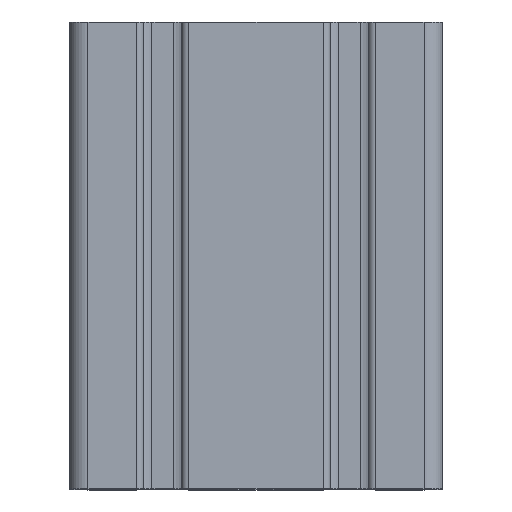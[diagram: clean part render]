
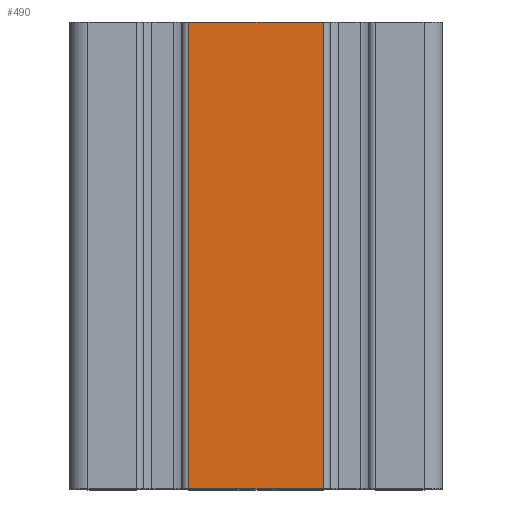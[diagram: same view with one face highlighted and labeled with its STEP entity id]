
A CAD part, top view. The second image highlights one B-rep face of the part: STEP entity #490.
In plain terms, the highlighted planar face has unit normal (0, 0, 1).
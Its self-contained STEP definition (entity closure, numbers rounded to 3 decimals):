
#490 = ADVANCED_FACE( '', ( #1225 ), #1226, .T. );
#1225 = FACE_OUTER_BOUND( '', #2206, .T. );
#1226 = PLANE( '', #2207 );
#2206 = EDGE_LOOP( '', ( #3851, #3852, #3853, #3854 ) );
#2207 = AXIS2_PLACEMENT_3D( '', #3855, #3856, #3857 );
#3851 = ORIENTED_EDGE( '', *, *, #6644, .F. );
#3852 = ORIENTED_EDGE( '', *, *, #6645, .F. );
#3853 = ORIENTED_EDGE( '', *, *, #6268, .T. );
#3854 = ORIENTED_EDGE( '', *, *, #6646, .T. );
#3855 = CARTESIAN_POINT( '', ( 14.4, 100., 80. ) );
#3856 = DIRECTION( '', ( 0., 0., 1. ) );
#3857 = DIRECTION( '', ( 0., -1., 0. ) );
#6268 = EDGE_CURVE( '', #7689, #7687, #7690, .T. );
#6644 = EDGE_CURVE( '', #8330, #8331, #8332, .T. );
#6645 = EDGE_CURVE( '', #7689, #8330, #8333, .T. );
#6646 = EDGE_CURVE( '', #7687, #8331, #8334, .T. );
#7687 = VERTEX_POINT( '', #9672 );
#7689 = VERTEX_POINT( '', #9674 );
#7690 = LINE( '', #9675, #9676 );
#8330 = VERTEX_POINT( '', #10488 );
#8331 = VERTEX_POINT( '', #10489 );
#8332 = LINE( '', #10490, #10491 );
#8333 = LINE( '', #10492, #10493 );
#8334 = LINE( '', #10494, #10495 );
#9672 = CARTESIAN_POINT( '', ( -14.4, 100., 80. ) );
#9674 = CARTESIAN_POINT( '', ( 14.4, 100., 80. ) );
#9675 = CARTESIAN_POINT( '', ( 14.4, 100., 80. ) );
#9676 = VECTOR( '', #11907, 1000. );
#10488 = CARTESIAN_POINT( '', ( 14.4, 0., 80. ) );
#10489 = CARTESIAN_POINT( '', ( -14.4, 0., 80. ) );
#10490 = CARTESIAN_POINT( '', ( 14.4, 0., 80. ) );
#10491 = VECTOR( '', #12551, 1000. );
#10492 = CARTESIAN_POINT( '', ( 14.4, 100., 80. ) );
#10493 = VECTOR( '', #12552, 1000. );
#10494 = CARTESIAN_POINT( '', ( -14.4, 100., 80. ) );
#10495 = VECTOR( '', #12553, 1000. );
#11907 = DIRECTION( '', ( -1., 0., 0. ) );
#12551 = DIRECTION( '', ( -1., 0., 0. ) );
#12552 = DIRECTION( '', ( 0., -1., 0. ) );
#12553 = DIRECTION( '', ( 0., -1., 0. ) );
